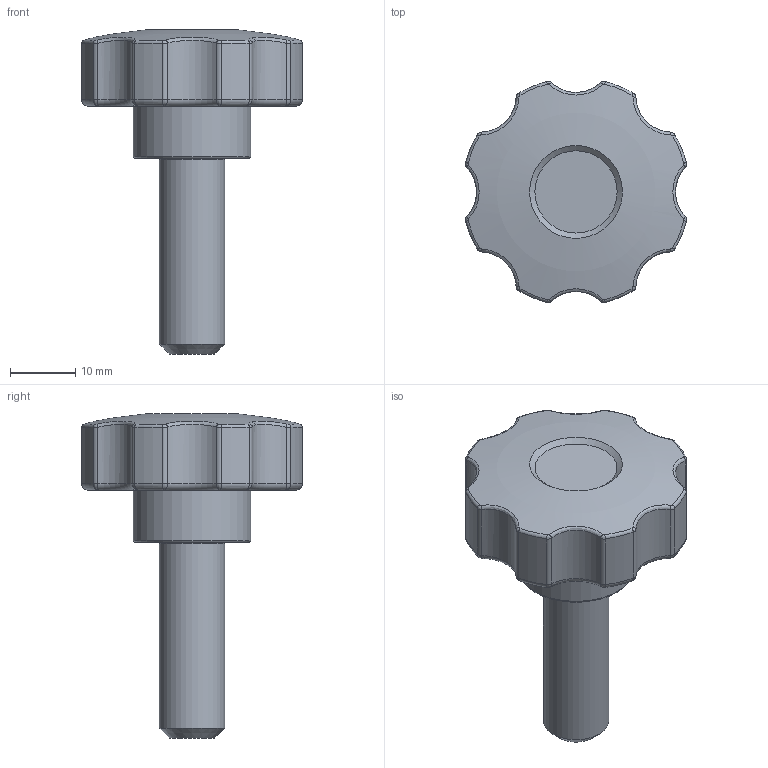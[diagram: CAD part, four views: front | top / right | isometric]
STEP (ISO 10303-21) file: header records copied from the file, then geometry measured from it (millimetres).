
FILE_DESCRIPTION( ( 'Unknown' ), '1' );
FILE_NAME( '6302090_VPA35_M10x30.stp', 'Unknown', ( 'Unknown' ), ( 'Unknown' ), 'PSStep 11.0', 'Unknown', ' ' );
FILE_SCHEMA( ( 'AUTOMOTIVE_DESIGN { 1 0 10303 214 1 1 1 1 }' ) );
Length unit declared in the file: millimetre
Products named in the file (1): 6302090
Bounding box: 33.87 x 33.87 x 49.67 mm (x, y, z)
Volume: 11905 mm3; surface area: 5159 mm2
Topology: 1 solids, 2 shells, 116 faces, 260 edges, 134 vertices
Faces by surface type: bspline 40, cylinder 35, torus 28, cone 6, plane 6, sphere 1
Full cylindrical faces by diameter (mm): 10 x2, 18 x1
Entity records: 11298 total; most frequent: CARTESIAN_POINT 8217, ORIENTED_EDGE 452, DIRECTION 414, EDGE_CURVE 226, AXIS2_PLACEMENT_3D 191, EDGE_LOOP 134, VERTEX_POINT 130, FACE_OUTER_BOUND 124
